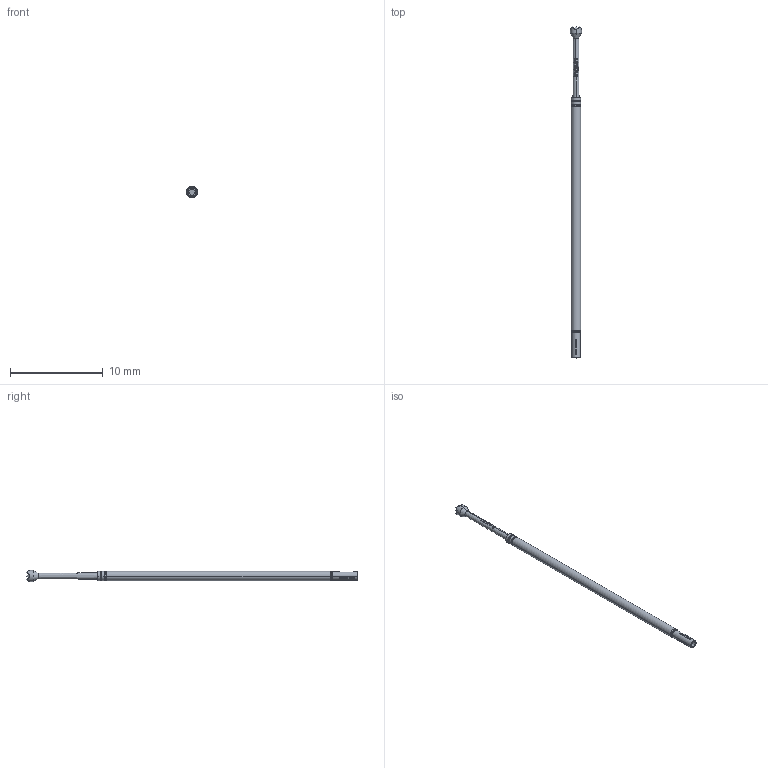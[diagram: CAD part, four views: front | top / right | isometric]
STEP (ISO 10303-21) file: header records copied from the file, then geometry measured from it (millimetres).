
FILE_DESCRIPTION (( 'STEP AP203' ), '1' );
FILE_NAME ('INGUN_S-050_306_120_A_xx00_S.STEP', '2022-01-28T07:28:05', ( 'ochi' ), ( '' ), 'SwSTEP 2.0', 'SolidWorks 2018', '' );
FILE_SCHEMA (( 'CONFIG_CONTROL_DESIGN' ));
Length unit declared in the file: millimetre
Products named in the file (1): INGUN_S-050_306_120_A_xx00_S
Bounding box: 1.2 x 35.81 x 1.2 mm (x, y, z)
Volume: 24 mm3; surface area: 114.2 mm2
Topology: 1 solids, 1 shells, 164 faces, 405 edges, 252 vertices
Faces by surface type: bspline 62, plane 45, cylinder 25, cone 18, torus 14
Entity records: 6640 total; most frequent: CARTESIAN_POINT 3324, ORIENTED_EDGE 810, DIRECTION 454, EDGE_CURVE 405, VERTEX_POINT 252, B_SPLINE_CURVE_WITH_KNOTS 201, AXIS2_PLACEMENT_3D 177, EDGE_LOOP 173
